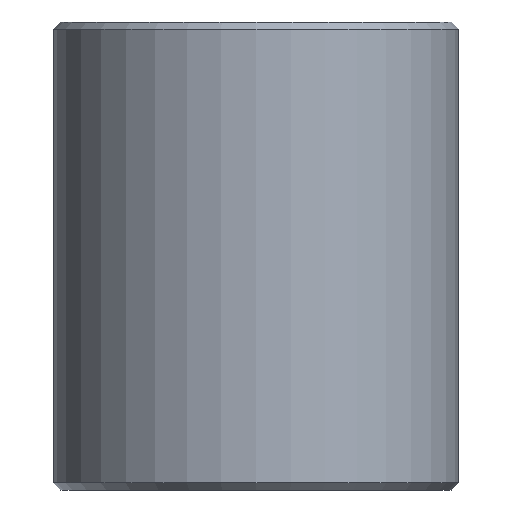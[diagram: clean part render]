
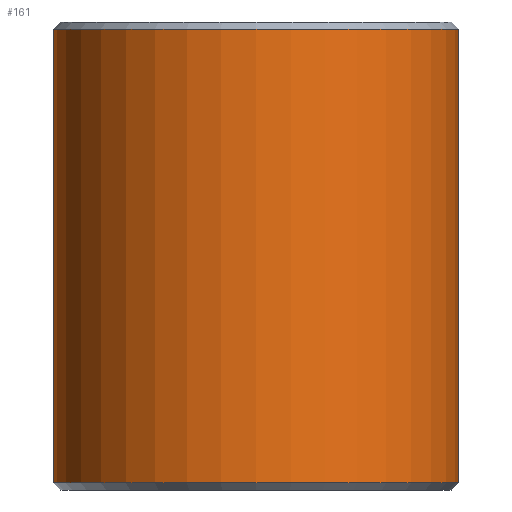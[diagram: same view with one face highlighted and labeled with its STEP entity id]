
A CAD part, front view. The second image highlights one B-rep face of the part: STEP entity #161.
In plain terms, the highlighted cylindrical face has radius 15.146 mm (diameter 30.291 mm), a partial arc.
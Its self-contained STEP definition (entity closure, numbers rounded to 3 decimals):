
#1 = CARTESIAN_POINT ( 'NONE',  ( 0., 0., -34.471 ) ) ;
#2 = DIRECTION ( 'NONE',  ( 0., 0., 1. ) ) ;
#3 = AXIS2_PLACEMENT_3D ( 'NONE', #1, #2, #4 ) ;
#4 = DIRECTION ( 'NONE',  ( 1., 0., 0. ) ) ;
#5 = CIRCLE ( 'NONE', #3, 15.146 ) ;
#40 = CARTESIAN_POINT ( 'NONE',  ( 15.146, 0., -34.471 ) ) ;
#46 = CARTESIAN_POINT ( 'NONE',  ( -15.146, 0., -34.471 ) ) ;
#66 = VERTEX_POINT ( 'NONE', #46 ) ;
#71 = VERTEX_POINT ( 'NONE', #40 ) ;
#108 = CARTESIAN_POINT ( 'NONE',  ( -15.146, 0., -0.529 ) ) ;
#123 = DIRECTION ( 'NONE',  ( 0., 0., 1. ) ) ;
#124 = VECTOR ( 'NONE', #123, 1000. ) ;
#125 = CARTESIAN_POINT ( 'NONE',  ( -15.145, 0., 0. ) ) ;
#126 = LINE ( 'NONE', #125, #124 ) ;
#127 = DIRECTION ( 'NONE',  ( 1., 0., 0. ) ) ;
#128 = DIRECTION ( 'NONE',  ( 0., 0., 1. ) ) ;
#129 = AXIS2_PLACEMENT_3D ( 'NONE', #185, #128, #127 ) ;
#130 = CIRCLE ( 'NONE', #129, 15.146 ) ;
#131 = VERTEX_POINT ( 'NONE', #108 ) ;
#149 = EDGE_CURVE ( 'NONE', #131, #181, #130, .T. ) ;
#151 = ORIENTED_EDGE ( 'NONE', *, *, #149, .F. ) ;
#152 = ORIENTED_EDGE ( 'NONE', *, *, #160, .T. ) ;
#153 = EDGE_CURVE ( 'NONE', #66, #131, #126, .T. ) ;
#157 = ORIENTED_EDGE ( 'NONE', *, *, #158, .T. ) ;
#158 = EDGE_CURVE ( 'NONE', #66, #71, #5, .T. ) ;
#159 = ORIENTED_EDGE ( 'NONE', *, *, #153, .F. ) ;
#160 = EDGE_CURVE ( 'NONE', #71, #181, #241, .T. ) ;
#161 = ADVANCED_FACE ( 'NONE', ( #237 ), #236, .T. ) ;
#162 = EDGE_LOOP ( 'NONE', ( #159, #157, #152, #151 ) ) ;
#181 = VERTEX_POINT ( 'NONE', #247 ) ;
#185 = CARTESIAN_POINT ( 'NONE',  ( 0., 0., -0.529 ) ) ;
#232 = DIRECTION ( 'NONE',  ( 1., 0., 0. ) ) ;
#233 = DIRECTION ( 'NONE',  ( 0., 0., 1. ) ) ;
#234 = CARTESIAN_POINT ( 'NONE',  ( 0., 0., 0. ) ) ;
#235 = AXIS2_PLACEMENT_3D ( 'NONE', #234, #233, #232 ) ;
#236 = CYLINDRICAL_SURFACE ( 'NONE', #235, 15.145 ) ;
#237 = FACE_OUTER_BOUND ( 'NONE', #162, .T. ) ;
#238 = DIRECTION ( 'NONE',  ( 0., 0., 1. ) ) ;
#239 = VECTOR ( 'NONE', #238, 1000. ) ;
#240 = CARTESIAN_POINT ( 'NONE',  ( 15.145, 0., 0. ) ) ;
#241 = LINE ( 'NONE', #240, #239 ) ;
#247 = CARTESIAN_POINT ( 'NONE',  ( 15.146, 0., -0.529 ) ) ;
